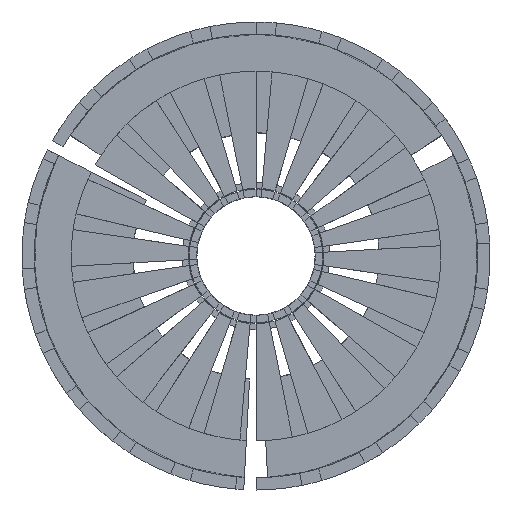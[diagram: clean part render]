
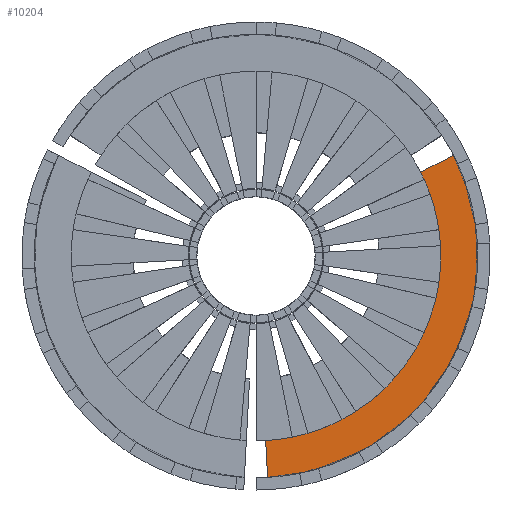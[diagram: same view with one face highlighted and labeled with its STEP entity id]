
A CAD part, front view. The second image highlights one B-rep face of the part: STEP entity #10204.
In plain terms, the highlighted planar face has unit normal (0, -1, 0).
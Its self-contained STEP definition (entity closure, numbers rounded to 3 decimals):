
#187 = VERTEX_POINT ( 'NONE', #4275 ) ;
#555 = CARTESIAN_POINT ( 'NONE',  ( 3.925, 125., -74.897 ) ) ;
#569 = DIRECTION ( 'NONE',  ( -0.891, 0., -0.454 ) ) ;
#584 = EDGE_CURVE ( 'NONE', #187, #10065, #2015, .T. ) ;
#1345 = EDGE_CURVE ( 'NONE', #10065, #5882, #4492, .T. ) ;
#1641 = VERTEX_POINT ( 'NONE', #555 ) ;
#2015 = CIRCLE ( 'NONE', #9214, 90. ) ;
#2136 = AXIS2_PLACEMENT_3D ( 'NONE', #11093, #10007, #11038 ) ;
#2667 = AXIS2_PLACEMENT_3D ( 'NONE', #10735, #9695, #8661 ) ;
#2877 = CARTESIAN_POINT ( 'NONE',  ( 2.169, 125., -41.39 ) ) ;
#3342 = CARTESIAN_POINT ( 'NONE',  ( 36.929, 125., 18.816 ) ) ;
#3453 = EDGE_CURVE ( 'NONE', #1641, #5882, #7616, .T. ) ;
#4275 = CARTESIAN_POINT ( 'NONE',  ( 4.71, 125., -89.877 ) ) ;
#4492 = LINE ( 'NONE', #3342, #9207 ) ;
#4597 = DIRECTION ( 'NONE',  ( 0., -1., 0. ) ) ;
#5361 = EDGE_LOOP ( 'NONE', ( #9199, #10047, #11923, #9608 ) ) ;
#5882 = VERTEX_POINT ( 'NONE', #11148 ) ;
#6222 = EDGE_CURVE ( 'NONE', #1641, #187, #10629, .T. ) ;
#6669 = VECTOR ( 'NONE', #11589, 1000. ) ;
#7616 = CIRCLE ( 'NONE', #2667, 75. ) ;
#7875 = CARTESIAN_POINT ( 'NONE',  ( 80.191, 125., 40.859 ) ) ;
#8661 = DIRECTION ( 'NONE',  ( 0., 0., -1. ) ) ;
#9199 = ORIENTED_EDGE ( 'NONE', *, *, #6222, .T. ) ;
#9207 = VECTOR ( 'NONE', #569, 1000. ) ;
#9214 = AXIS2_PLACEMENT_3D ( 'NONE', #11555, #4597, #12102 ) ;
#9608 = ORIENTED_EDGE ( 'NONE', *, *, #3453, .F. ) ;
#9695 = DIRECTION ( 'NONE',  ( 0., -1., 0. ) ) ;
#10007 = DIRECTION ( 'NONE',  ( 0., -1., 0. ) ) ;
#10047 = ORIENTED_EDGE ( 'NONE', *, *, #584, .T. ) ;
#10065 = VERTEX_POINT ( 'NONE', #7875 ) ;
#10204 = ADVANCED_FACE ( 'NONE', ( #11882 ), #12001, .T. ) ;
#10629 = LINE ( 'NONE', #2877, #6669 ) ;
#10735 = CARTESIAN_POINT ( 'NONE',  ( 0., 125., 0. ) ) ;
#11038 = DIRECTION ( 'NONE',  ( 0., 0., -1. ) ) ;
#11093 = CARTESIAN_POINT ( 'NONE',  ( 0., 125., 0. ) ) ;
#11148 = CARTESIAN_POINT ( 'NONE',  ( 66.825, 125., 34.049 ) ) ;
#11555 = CARTESIAN_POINT ( 'NONE',  ( 0., 125., 0. ) ) ;
#11589 = DIRECTION ( 'NONE',  ( 0.052, 0., -0.999 ) ) ;
#11882 = FACE_OUTER_BOUND ( 'NONE', #5361, .T. ) ;
#11923 = ORIENTED_EDGE ( 'NONE', *, *, #1345, .T. ) ;
#12001 = PLANE ( 'NONE',  #2136 ) ;
#12102 = DIRECTION ( 'NONE',  ( 0., 0., -1. ) ) ;
